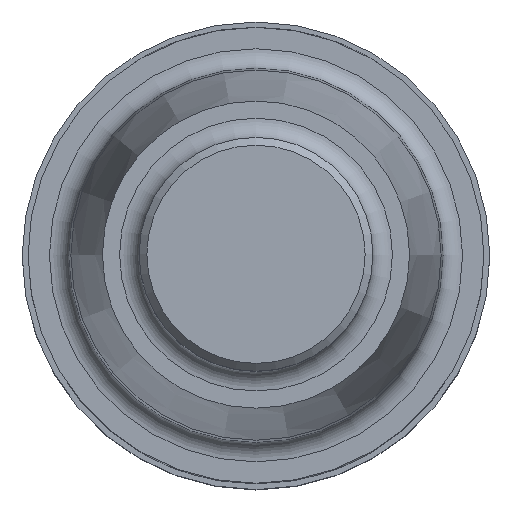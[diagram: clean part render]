
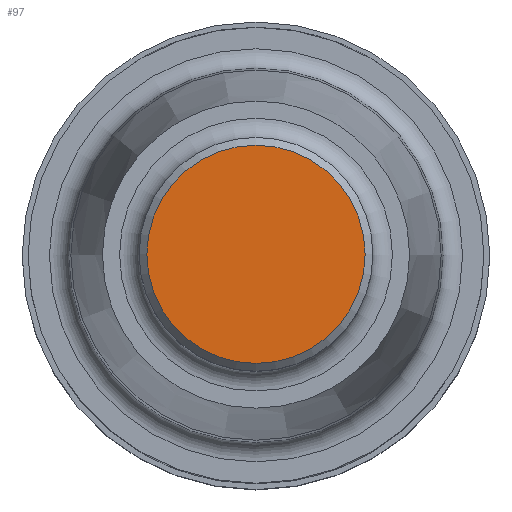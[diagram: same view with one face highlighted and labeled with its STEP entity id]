
A CAD part, top view. The second image highlights one B-rep face of the part: STEP entity #97.
In plain terms, the highlighted planar face has unit normal (0, 0, 1).
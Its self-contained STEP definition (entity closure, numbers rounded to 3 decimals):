
#59=FACE_OUTER_BOUND('',#179,.T.);
#97=ADVANCED_FACE('',(#59),#111,.F.);
#111=PLANE('',#495);
#179=EDGE_LOOP('',(#257));
#257=ORIENTED_EDGE('',*,*,#329,.T.);
#290=VERTEX_POINT('',#846);
#329=EDGE_CURVE('',#290,#290,#344,.T.);
#344=CIRCLE('',#493,2.8);
#493=AXIS2_PLACEMENT_3D('',#845,#601,#602);
#495=AXIS2_PLACEMENT_3D('',#848,#605,#606);
#601=DIRECTION('',(0.,0.,1.));
#602=DIRECTION('',(1.,0.,0.));
#605=DIRECTION('',(0.,0.,-1.));
#606=DIRECTION('',(-1.,0.,0.));
#845=CARTESIAN_POINT('',(0.,0.,13.8));
#846=CARTESIAN_POINT('',(2.8,0.,13.8));
#848=CARTESIAN_POINT('',(-2.8,0.,13.8));
